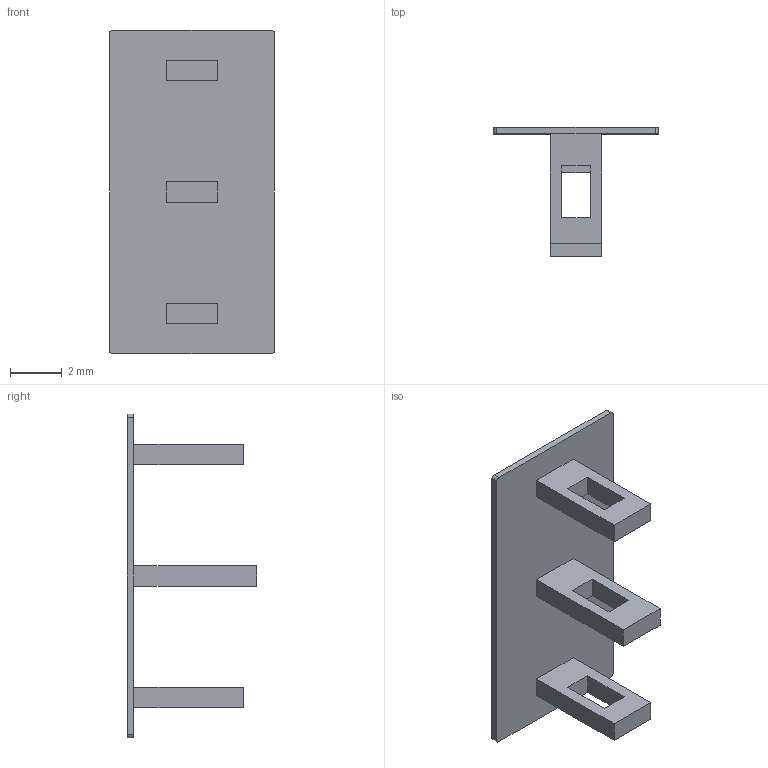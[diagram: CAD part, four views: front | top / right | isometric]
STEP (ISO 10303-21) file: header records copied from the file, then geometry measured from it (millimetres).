
FILE_DESCRIPTION(/* description */ ('Bushing Mount Miniature Toggles-Terminals-Series M - Miniature Toggles'),/* implementation_level */ '2;1');
FILE_NAME(/* name */ 'M201901-terminals.ipt.step',/* time_stamp */ '2014-01-07T11:06:20-08:00',/* author */ ('Cadenas PARTsolutions'),/* organization */ ('NKKSWITCHES'),/* preprocessor_version */ 'ST-DEVELOPER v15.2',/* originating_system */ 'Autodesk Inventor 2014',/* authorisation */ '');
FILE_SCHEMA (('AUTOMOTIVE_DESIGN { 1 0 10303 214 3 1 1 }'));
Length unit declared in the file: inch
Products named in the file (1): M201901-terminals
Bounding box: 6.38 x 5 x 12.5 mm (x, y, z)
Volume: 36 mm3; surface area: 244.3 mm2
Topology: 1 solids, 1 shells, 37 faces, 96 edges, 64 vertices
Faces by surface type: plane 33, cylinder 4
Entity records: 1153 total; most frequent: CARTESIAN_POINT 198, ORIENTED_EDGE 192, DIRECTION 180, EDGE_CURVE 96, LINE 88, VECTOR 88, VERTEX_POINT 64, EDGE_LOOP 46
